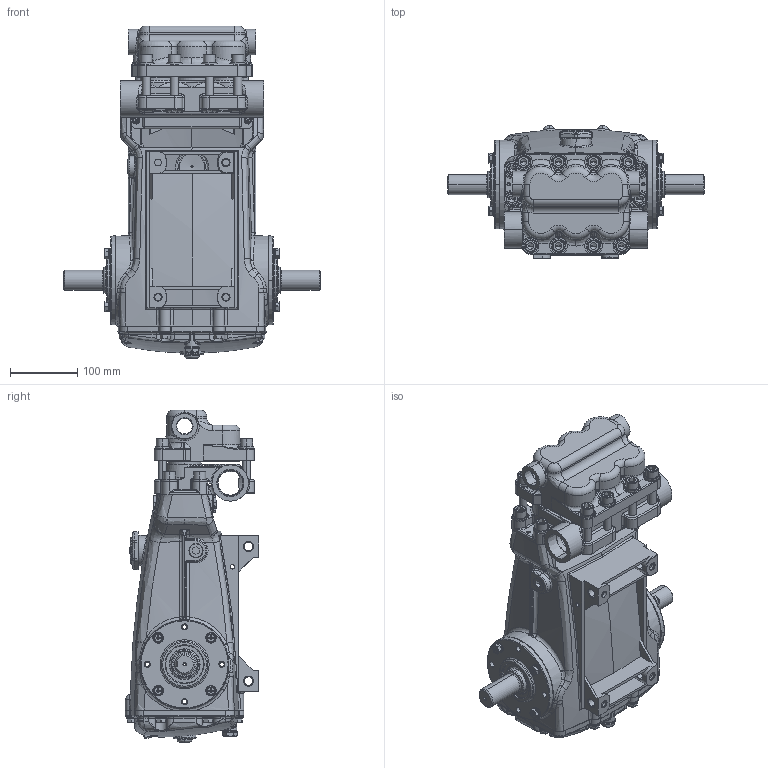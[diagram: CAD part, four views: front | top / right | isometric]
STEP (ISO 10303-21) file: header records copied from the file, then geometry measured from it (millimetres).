
FILE_DESCRIPTION (( 'STEP AP203' ), '1' );
FILE_NAME ('2537.STEP', '2022-02-03T21:09:36', ( '' ), ( '' ), 'SwSTEP 2.0', 'SolidWorks 2021', '' );
FILE_SCHEMA (( 'CONFIG_CONTROL_DESIGN' ));
Products named in the file (1): 2537
Bounding box: 382 x 198 x 493.5 mm (x, y, z)
Surface area: 610007.1 mm2 (no closed solid volume)
Topology: 0 solids, 89 shells, 2405 faces, 7521 edges, 4964 vertices
Faces by surface type: cylinder 907, plane 673, bspline 435, torus 235, cone 128, sphere 27
Entity records: 112509 total; most frequent: CARTESIAN_POINT 50186, DIRECTION 12641, ORIENTED_EDGE 12476, EDGE_CURVE 7444, VERTEX_POINT 4964, AXIS2_PLACEMENT_3D 4913, CIRCLE 2942, LINE 2815
